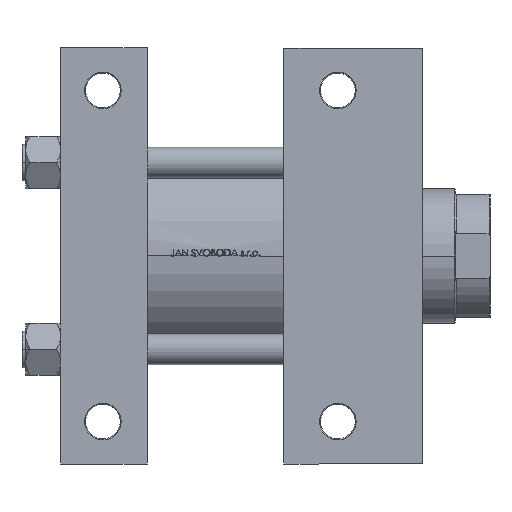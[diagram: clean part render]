
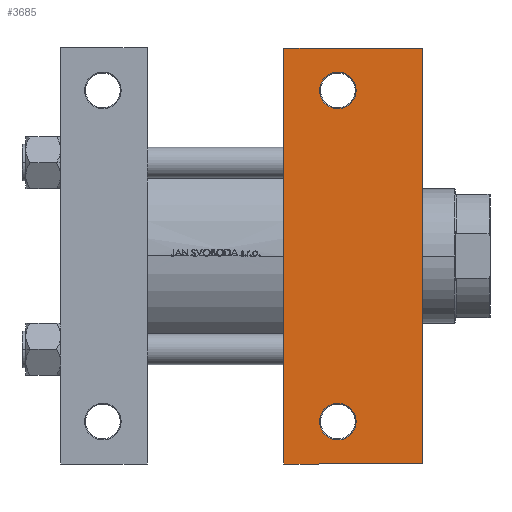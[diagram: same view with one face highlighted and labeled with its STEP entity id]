
A CAD part, front view. The second image highlights one B-rep face of the part: STEP entity #3685.
In plain terms, the highlighted face is planar.
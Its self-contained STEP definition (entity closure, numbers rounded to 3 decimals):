
#808 = AXIS2_PLACEMENT_3D ( 'NONE', #13969, #1849, #39044 ) ;
#1849 = DIRECTION ( 'NONE',  ( 0., 0., -1. ) ) ;
#2352 = CIRCLE ( 'NONE', #42808, 9.499 ) ;
#2447 = EDGE_CURVE ( 'NONE', #20011, #12848, #2352, .T. ) ;
#2811 = PLANE ( 'NONE',  #808 ) ;
#2940 = CARTESIAN_POINT ( 'NONE',  ( 116., 108., -65. ) ) ;
#3685 = ADVANCED_FACE ( 'NONE', ( #32473, #10072, #24440 ), #2811, .T. ) ;
#4010 = AXIS2_PLACEMENT_3D ( 'NONE', #44322, #40685, #7378 ) ;
#5141 = EDGE_CURVE ( 'NONE', #12848, #20011, #19458, .T. ) ;
#5198 = CARTESIAN_POINT ( 'NONE',  ( 144., 86., -65. ) ) ;
#5629 = DIRECTION ( 'NONE',  ( 0., 1., 0. ) ) ;
#5661 = EDGE_CURVE ( 'NONE', #27191, #6695, #46680, .T. ) ;
#6236 = VECTOR ( 'NONE', #7071, 1000. ) ;
#6695 = VERTEX_POINT ( 'NONE', #26571 ) ;
#7071 = DIRECTION ( 'NONE',  ( 1., 0., 0. ) ) ;
#7378 = DIRECTION ( 'NONE',  ( 0., 1., 0. ) ) ;
#7388 = CARTESIAN_POINT ( 'NONE',  ( 144., -86., -65. ) ) ;
#7812 = AXIS2_PLACEMENT_3D ( 'NONE', #24810, #20441, #5629 ) ;
#8322 = DIRECTION ( 'NONE',  ( 0., 1., 0. ) ) ;
#10072 = FACE_BOUND ( 'NONE', #25061, .T. ) ;
#11429 = CARTESIAN_POINT ( 'NONE',  ( 116., -108., -65. ) ) ;
#11446 = ORIENTED_EDGE ( 'NONE', *, *, #22128, .F. ) ;
#11510 = VERTEX_POINT ( 'NONE', #30069 ) ;
#12422 = EDGE_LOOP ( 'NONE', ( #11446, #25411, #30382, #25644 ) ) ;
#12848 = VERTEX_POINT ( 'NONE', #15903 ) ;
#13969 = CARTESIAN_POINT ( 'NONE',  ( 188., 65., -65. ) ) ;
#14603 = LINE ( 'NONE', #11429, #46295 ) ;
#15903 = CARTESIAN_POINT ( 'NONE',  ( 153.499, -86., -65. ) ) ;
#16885 = DIRECTION ( 'NONE',  ( 0., -1., 0. ) ) ;
#17048 = VECTOR ( 'NONE', #16885, 1000. ) ;
#18126 = EDGE_CURVE ( 'NONE', #6695, #27191, #46953, .T. ) ;
#19458 = CIRCLE ( 'NONE', #7812, 9.499 ) ;
#19519 = DIRECTION ( 'NONE',  ( 0., 1., 0. ) ) ;
#19859 = CARTESIAN_POINT ( 'NONE',  ( 153.499, 86., -65. ) ) ;
#20011 = VERTEX_POINT ( 'NONE', #30436 ) ;
#20441 = DIRECTION ( 'NONE',  ( 0., 0., 1. ) ) ;
#21107 = CARTESIAN_POINT ( 'NONE',  ( 116., -108., -65. ) ) ;
#22128 = EDGE_CURVE ( 'NONE', #41497, #32889, #34180, .T. ) ;
#23704 = CARTESIAN_POINT ( 'NONE',  ( 116., 65., -65. ) ) ;
#24186 = LINE ( 'NONE', #46314, #17048 ) ;
#24440 = FACE_OUTER_BOUND ( 'NONE', #12422, .T. ) ;
#24810 = CARTESIAN_POINT ( 'NONE',  ( 144., -86., -65. ) ) ;
#25052 = LINE ( 'NONE', #2940, #6236 ) ;
#25061 = EDGE_LOOP ( 'NONE', ( #32925, #29216 ) ) ;
#25365 = VECTOR ( 'NONE', #27590, 1000. ) ;
#25411 = ORIENTED_EDGE ( 'NONE', *, *, #41030, .T. ) ;
#25474 = ORIENTED_EDGE ( 'NONE', *, *, #18126, .T. ) ;
#25644 = ORIENTED_EDGE ( 'NONE', *, *, #26785, .T. ) ;
#25858 = DIRECTION ( 'NONE',  ( 0., 0., 1. ) ) ;
#26571 = CARTESIAN_POINT ( 'NONE',  ( 134.501, 86., -65. ) ) ;
#26785 = EDGE_CURVE ( 'NONE', #11510, #32889, #14603, .T. ) ;
#27191 = VERTEX_POINT ( 'NONE', #19859 ) ;
#27467 = CARTESIAN_POINT ( 'NONE',  ( 188., 108., -65. ) ) ;
#27590 = DIRECTION ( 'NONE',  ( 0., -1., 0. ) ) ;
#29216 = ORIENTED_EDGE ( 'NONE', *, *, #5141, .T. ) ;
#29438 = DIRECTION ( 'NONE',  ( -1., 0., 0. ) ) ;
#30018 = EDGE_LOOP ( 'NONE', ( #25474, #34349 ) ) ;
#30069 = CARTESIAN_POINT ( 'NONE',  ( 188., -108., -65. ) ) ;
#30382 = ORIENTED_EDGE ( 'NONE', *, *, #39311, .T. ) ;
#30436 = CARTESIAN_POINT ( 'NONE',  ( 134.501, -86., -65. ) ) ;
#32473 = FACE_BOUND ( 'NONE', #30018, .T. ) ;
#32889 = VERTEX_POINT ( 'NONE', #21107 ) ;
#32925 = ORIENTED_EDGE ( 'NONE', *, *, #2447, .T. ) ;
#34180 = LINE ( 'NONE', #23704, #25365 ) ;
#34349 = ORIENTED_EDGE ( 'NONE', *, *, #5661, .T. ) ;
#35357 = VERTEX_POINT ( 'NONE', #27467 ) ;
#39044 = DIRECTION ( 'NONE',  ( 0., 1., 0. ) ) ;
#39311 = EDGE_CURVE ( 'NONE', #35357, #11510, #24186, .T. ) ;
#39539 = CARTESIAN_POINT ( 'NONE',  ( 116., 108., -65. ) ) ;
#40685 = DIRECTION ( 'NONE',  ( 0., 0., 1. ) ) ;
#41030 = EDGE_CURVE ( 'NONE', #41497, #35357, #25052, .T. ) ;
#41497 = VERTEX_POINT ( 'NONE', #39539 ) ;
#42305 = AXIS2_PLACEMENT_3D ( 'NONE', #5198, #42390, #19519 ) ;
#42390 = DIRECTION ( 'NONE',  ( 0., 0., 1. ) ) ;
#42808 = AXIS2_PLACEMENT_3D ( 'NONE', #7388, #25858, #8322 ) ;
#44322 = CARTESIAN_POINT ( 'NONE',  ( 144., 86., -65. ) ) ;
#46295 = VECTOR ( 'NONE', #29438, 1000. ) ;
#46314 = CARTESIAN_POINT ( 'NONE',  ( 188., 65., -65. ) ) ;
#46680 = CIRCLE ( 'NONE', #4010, 9.499 ) ;
#46953 = CIRCLE ( 'NONE', #42305, 9.499 ) ;
